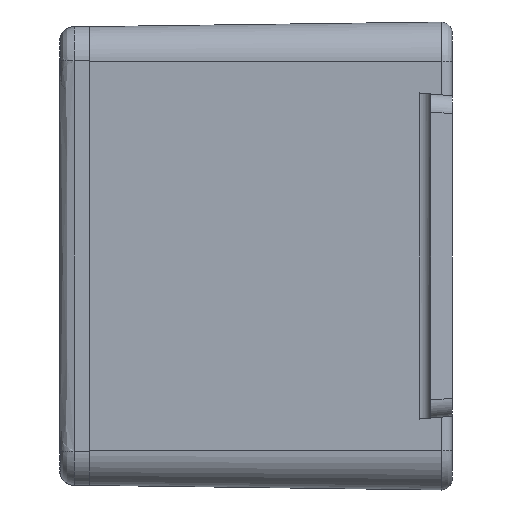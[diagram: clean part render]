
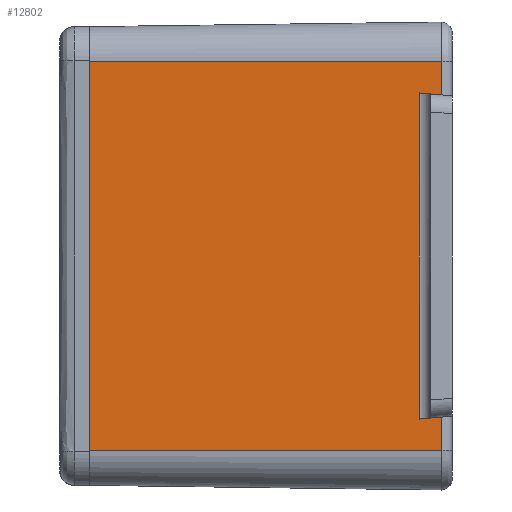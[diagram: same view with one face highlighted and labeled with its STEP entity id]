
A CAD part, left-side view. The second image highlights one B-rep face of the part: STEP entity #12802.
In plain terms, the highlighted planar face has unit normal (-1, 0.013, 0).
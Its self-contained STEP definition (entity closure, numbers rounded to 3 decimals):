
#245 = VERTEX_POINT ( 'NONE', #1455 ) ;
#250 = VECTOR ( 'NONE', #5045, 1000. ) ;
#357 = ORIENTED_EDGE ( 'NONE', *, *, #9781, .T. ) ;
#445 = EDGE_CURVE ( 'NONE', #4455, #245, #9743, .T. ) ;
#706 = DIRECTION ( 'NONE',  ( 0., 0., -1. ) ) ;
#789 = DIRECTION ( 'NONE',  ( 0., 0., -1. ) ) ;
#827 = AXIS2_PLACEMENT_3D ( 'NONE', #12143, #5341, #13309 ) ;
#1024 = ORIENTED_EDGE ( 'NONE', *, *, #10111, .F. ) ;
#1189 = VERTEX_POINT ( 'NONE', #10173 ) ;
#1455 = CARTESIAN_POINT ( 'NONE',  ( -57.314, 50.704, -27.177 ) ) ;
#1902 = CARTESIAN_POINT ( 'NONE',  ( -57.314, 50.704, 27.177 ) ) ;
#1904 = EDGE_CURVE ( 'NONE', #9722, #1189, #13494, .T. ) ;
#2003 = VERTEX_POINT ( 'NONE', #10036 ) ;
#2211 = CARTESIAN_POINT ( 'NONE',  ( -57.918, 4.623, -27.177 ) ) ;
#2765 = DIRECTION ( 'NONE',  ( 0.013, 1., 0. ) ) ;
#3531 = VERTEX_POINT ( 'NONE', #12541 ) ;
#3548 = LINE ( 'NONE', #2211, #12276 ) ;
#4036 = DIRECTION ( 'NONE',  ( 0.013, 0.996, 0.088 ) ) ;
#4133 = CARTESIAN_POINT ( 'NONE',  ( -57.958, 1.573, 22.606 ) ) ;
#4232 = LINE ( 'NONE', #10703, #12970 ) ;
#4238 = LINE ( 'NONE', #4133, #7286 ) ;
#4395 = EDGE_CURVE ( 'NONE', #2003, #9722, #11986, .T. ) ;
#4455 = VERTEX_POINT ( 'NONE', #1902 ) ;
#4511 = CARTESIAN_POINT ( 'NONE',  ( -57.958, 1.573, 22.476 ) ) ;
#5035 = CARTESIAN_POINT ( 'NONE',  ( -57.958, 1.573, 27.177 ) ) ;
#5045 = DIRECTION ( 'NONE',  ( -0.013, -0.996, 0.088 ) ) ;
#5233 = CARTESIAN_POINT ( 'NONE',  ( -57.314, 50.704, -27.177 ) ) ;
#5279 = LINE ( 'NONE', #9693, #7603 ) ;
#5341 = DIRECTION ( 'NONE',  ( -1., 0.013, 0. ) ) ;
#6099 = ORIENTED_EDGE ( 'NONE', *, *, #6470, .T. ) ;
#6438 = PLANE ( 'NONE',  #827 ) ;
#6470 = EDGE_CURVE ( 'NONE', #10051, #4455, #4232, .T. ) ;
#6488 = ORIENTED_EDGE ( 'NONE', *, *, #6891, .F. ) ;
#6891 = EDGE_CURVE ( 'NONE', #14350, #3531, #5279, .T. ) ;
#7286 = VECTOR ( 'NONE', #10935, 1000. ) ;
#7426 = VECTOR ( 'NONE', #789, 1000. ) ;
#7557 = LINE ( 'NONE', #8016, #10198 ) ;
#7603 = VECTOR ( 'NONE', #4036, 1000. ) ;
#8016 = CARTESIAN_POINT ( 'NONE',  ( -57.314, 50.704, -27.177 ) ) ;
#9693 = CARTESIAN_POINT ( 'NONE',  ( -57.958, 1.573, 22.476 ) ) ;
#9722 = VERTEX_POINT ( 'NONE', #10842 ) ;
#9743 = LINE ( 'NONE', #5233, #12441 ) ;
#9781 = EDGE_CURVE ( 'NONE', #2003, #3531, #3548, .T. ) ;
#10036 = CARTESIAN_POINT ( 'NONE',  ( -57.918, 4.623, -22.745 ) ) ;
#10051 = VERTEX_POINT ( 'NONE', #5035 ) ;
#10111 = EDGE_CURVE ( 'NONE', #10051, #14350, #4238, .T. ) ;
#10173 = CARTESIAN_POINT ( 'NONE',  ( -57.958, 1.573, -27.177 ) ) ;
#10198 = VECTOR ( 'NONE', #12592, 1000. ) ;
#10251 = ORIENTED_EDGE ( 'NONE', *, *, #445, .T. ) ;
#10703 = CARTESIAN_POINT ( 'NONE',  ( -57.314, 50.704, 27.177 ) ) ;
#10842 = CARTESIAN_POINT ( 'NONE',  ( -57.958, 1.573, -22.476 ) ) ;
#10935 = DIRECTION ( 'NONE',  ( 0., 0., -1. ) ) ;
#11312 = DIRECTION ( 'NONE',  ( 0., 0., 1. ) ) ;
#11986 = LINE ( 'NONE', #13050, #250 ) ;
#12143 = CARTESIAN_POINT ( 'NONE',  ( -57.314, 50.704, -27.177 ) ) ;
#12276 = VECTOR ( 'NONE', #11312, 1000. ) ;
#12441 = VECTOR ( 'NONE', #706, 1000. ) ;
#12541 = CARTESIAN_POINT ( 'NONE',  ( -57.918, 4.623, 22.745 ) ) ;
#12592 = DIRECTION ( 'NONE',  ( -0.013, -1., 0. ) ) ;
#12802 = ADVANCED_FACE ( 'NONE', ( #13386 ), #6438, .T. ) ;
#12914 = ORIENTED_EDGE ( 'NONE', *, *, #14094, .T. ) ;
#12970 = VECTOR ( 'NONE', #2765, 1000. ) ;
#13050 = CARTESIAN_POINT ( 'NONE',  ( -57.918, 4.623, -22.745 ) ) ;
#13309 = DIRECTION ( 'NONE',  ( -0.013, -1., 0. ) ) ;
#13386 = FACE_OUTER_BOUND ( 'NONE', #13485, .T. ) ;
#13485 = EDGE_LOOP ( 'NONE', ( #6099, #10251, #12914, #13620, #14013, #357, #6488, #1024 ) ) ;
#13494 = LINE ( 'NONE', #14452, #7426 ) ;
#13620 = ORIENTED_EDGE ( 'NONE', *, *, #1904, .F. ) ;
#14013 = ORIENTED_EDGE ( 'NONE', *, *, #4395, .F. ) ;
#14094 = EDGE_CURVE ( 'NONE', #245, #1189, #7557, .T. ) ;
#14350 = VERTEX_POINT ( 'NONE', #4511 ) ;
#14452 = CARTESIAN_POINT ( 'NONE',  ( -57.958, 1.573, 22.606 ) ) ;
